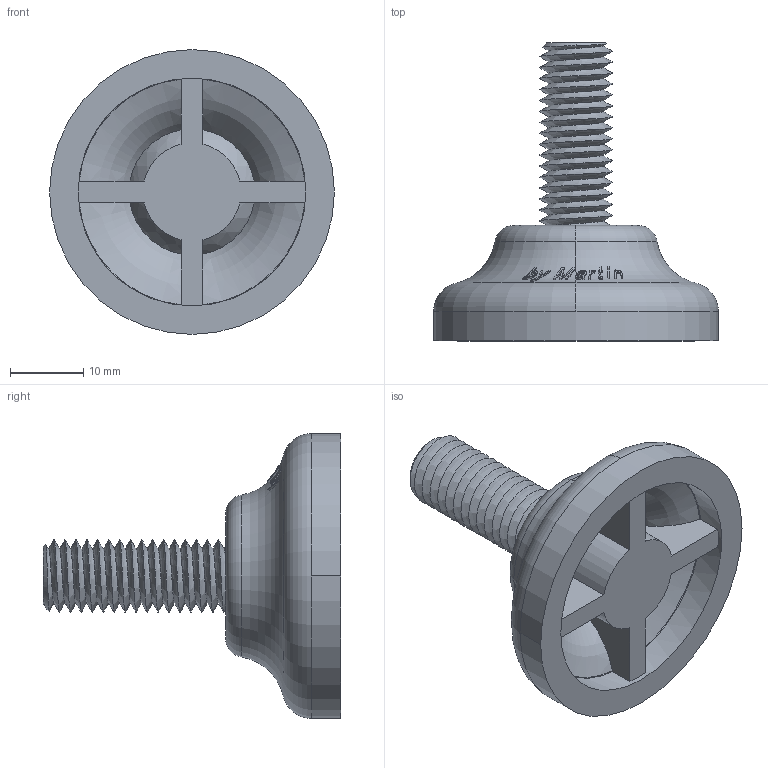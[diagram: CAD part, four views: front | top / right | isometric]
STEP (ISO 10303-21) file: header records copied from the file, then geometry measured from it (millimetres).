
FILE_DESCRIPTION(('STEP AP242'),'1');
FILE_NAME('9120.stp','2025-03-13T14:38:10',('TraceParts'),('TraceParts S.A.'),'Spatial InterOp 3D',' ',' ');
FILE_SCHEMA(('AP242_MANAGED_MODEL_BASED_3D_ENGINEERING_MIM_LF {1 0 10303 442 1 1 4}'));
Length unit declared in the file: millimetre
Products named in the file (1): 9120_1
Bounding box: 39 x 40.8 x 39 mm (x, y, z)
Volume: 11072.9 mm3; surface area: 6805.9 mm2
Topology: 2 solids, 2 shells, 182 faces, 483 edges, 318 vertices
Faces by surface type: plane 98, cylinder 45, torus 26, cone 7, sphere 4, bspline 2
Entity records: 10377 total; most frequent: CARTESIAN_POINT 6162, ORIENTED_EDGE 966, DIRECTION 670, EDGE_CURVE 483, VERTEX_POINT 318, AXIS2_PLACEMENT_3D 249, B_SPLINE_CURVE_WITH_KNOTS 244, EDGE_LOOP 195
